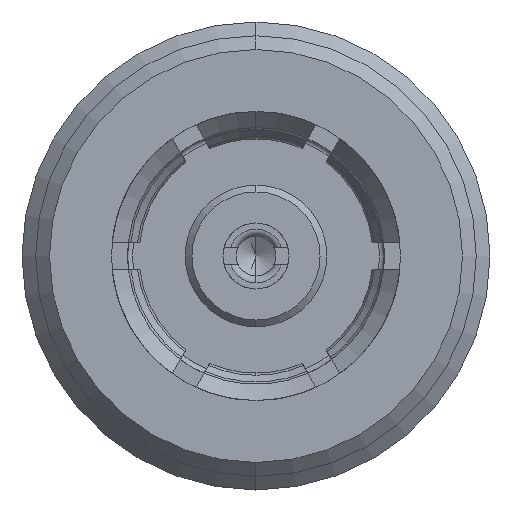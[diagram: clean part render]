
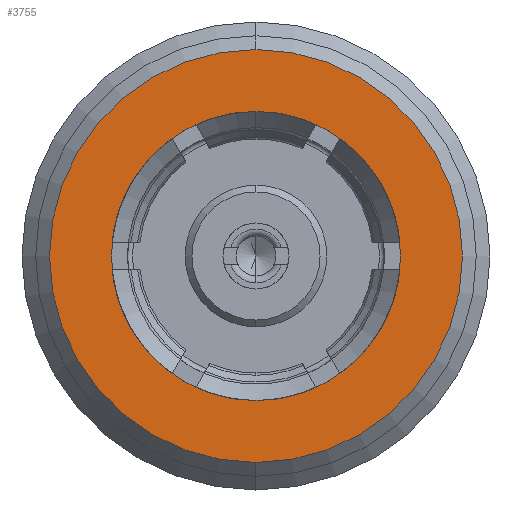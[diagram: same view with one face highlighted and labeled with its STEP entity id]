
A CAD part, left-side view. The second image highlights one B-rep face of the part: STEP entity #3755.
In plain terms, the highlighted planar face has unit normal (-1, 0, 0).
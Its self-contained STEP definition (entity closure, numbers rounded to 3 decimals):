
#62 = CARTESIAN_POINT ( 'NONE',  ( -2.2, 0., -3. ) ) ;
#208 = AXIS2_PLACEMENT_3D ( 'NONE', #1445, #5518, #2038 ) ;
#286 = AXIS2_PLACEMENT_3D ( 'NONE', #1693, #524, #3577 ) ;
#524 = DIRECTION ( 'NONE',  ( -1., 0., 0. ) ) ;
#734 = VERTEX_POINT ( 'NONE', #62 ) ;
#742 = CARTESIAN_POINT ( 'NONE',  ( -2.2, 0., 0. ) ) ;
#1078 = CARTESIAN_POINT ( 'NONE',  ( -2.2, 2.65, 0. ) ) ;
#1095 = EDGE_LOOP ( 'NONE', ( #3759, #2779 ) ) ;
#1331 = DIRECTION ( 'NONE',  ( 0., 0., 1. ) ) ;
#1394 = EDGE_CURVE ( 'NONE', #7309, #734, #5492, .T. ) ;
#1445 = CARTESIAN_POINT ( 'NONE',  ( -2.2, 0., 0. ) ) ;
#1653 = PLANE ( 'NONE',  #3358 ) ;
#1680 = DIRECTION ( 'NONE',  ( 0., 0., -1. ) ) ;
#1693 = CARTESIAN_POINT ( 'NONE',  ( -2.2, 0., 0. ) ) ;
#2038 = DIRECTION ( 'NONE',  ( 0., 0., -1. ) ) ;
#2136 = CARTESIAN_POINT ( 'NONE',  ( -2.2, 0., -2.1 ) ) ;
#2184 = EDGE_CURVE ( 'NONE', #734, #7309, #5614, .T. ) ;
#2638 = ORIENTED_EDGE ( 'NONE', *, *, #6639, .F. ) ;
#2779 = ORIENTED_EDGE ( 'NONE', *, *, #1394, .T. ) ;
#3315 = VERTEX_POINT ( 'NONE', #2136 ) ;
#3358 = AXIS2_PLACEMENT_3D ( 'NONE', #1078, #5155, #1680 ) ;
#3414 = CARTESIAN_POINT ( 'NONE',  ( -2.2, 0., 0. ) ) ;
#3473 = CIRCLE ( 'NONE', #7325, 2.1 ) ;
#3482 = EDGE_LOOP ( 'NONE', ( #3948, #2638 ) ) ;
#3577 = DIRECTION ( 'NONE',  ( 0., 0., -1. ) ) ;
#3729 = EDGE_CURVE ( 'NONE', #6040, #3315, #3473, .T. ) ;
#3755 = ADVANCED_FACE ( 'NONE', ( #6321, #4817 ), #1653, .F. ) ;
#3759 = ORIENTED_EDGE ( 'NONE', *, *, #2184, .T. ) ;
#3948 = ORIENTED_EDGE ( 'NONE', *, *, #3729, .F. ) ;
#3949 = AXIS2_PLACEMENT_3D ( 'NONE', #742, #4825, #1331 ) ;
#3992 = DIRECTION ( 'NONE',  ( 0., 0., 1. ) ) ;
#4817 = FACE_BOUND ( 'NONE', #3482, .T. ) ;
#4825 = DIRECTION ( 'NONE',  ( -1., 0., 0. ) ) ;
#5155 = DIRECTION ( 'NONE',  ( 1., 0., 0. ) ) ;
#5256 = CARTESIAN_POINT ( 'NONE',  ( -2.2, 0., 3. ) ) ;
#5492 = CIRCLE ( 'NONE', #286, 3. ) ;
#5518 = DIRECTION ( 'NONE',  ( -1., 0., 0. ) ) ;
#5614 = CIRCLE ( 'NONE', #208, 3. ) ;
#5720 = CIRCLE ( 'NONE', #3949, 2.1 ) ;
#6040 = VERTEX_POINT ( 'NONE', #7368 ) ;
#6321 = FACE_OUTER_BOUND ( 'NONE', #1095, .T. ) ;
#6639 = EDGE_CURVE ( 'NONE', #3315, #6040, #5720, .T. ) ;
#7309 = VERTEX_POINT ( 'NONE', #5256 ) ;
#7325 = AXIS2_PLACEMENT_3D ( 'NONE', #3414, #7405, #3992 ) ;
#7368 = CARTESIAN_POINT ( 'NONE',  ( -2.2, 0., 2.1 ) ) ;
#7405 = DIRECTION ( 'NONE',  ( -1., 0., 0. ) ) ;
